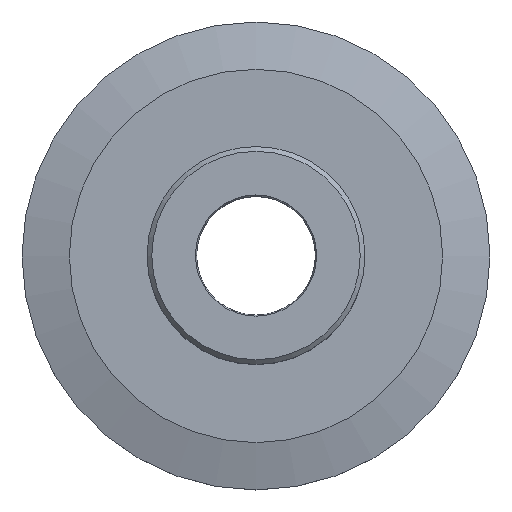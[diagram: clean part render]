
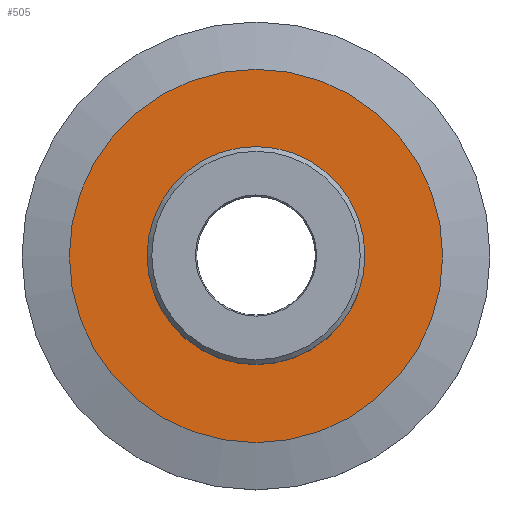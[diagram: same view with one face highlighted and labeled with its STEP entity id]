
A CAD part, top view. The second image highlights one B-rep face of the part: STEP entity #505.
In plain terms, the highlighted planar face has unit normal (0, 0, 1).
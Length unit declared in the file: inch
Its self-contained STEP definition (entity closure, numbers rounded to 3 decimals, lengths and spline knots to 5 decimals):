
#48=PLANE('',#600);
#80=FACE_BOUND('',#191,.T.);
#122=FACE_OUTER_BOUND('',#190,.T.);
#190=EDGE_LOOP('',(#400));
#191=EDGE_LOOP('',(#401));
#242=CIRCLE('',#583,0.44);
#244=CIRCLE('',#587,1.17794);
#284=VERTEX_POINT('',#858);
#286=VERTEX_POINT('',#864);
#326=EDGE_CURVE('',#284,#284,#242,.T.);
#328=EDGE_CURVE('',#286,#286,#244,.T.);
#400=ORIENTED_EDGE('',*,*,#328,.T.);
#401=ORIENTED_EDGE('',*,*,#326,.T.);
#505=ADVANCED_FACE('',(#122,#80),#48,.T.);
#583=AXIS2_PLACEMENT_3D('',#859,#707,#708);
#587=AXIS2_PLACEMENT_3D('',#865,#715,#716);
#600=AXIS2_PLACEMENT_3D('',#884,#741,#742);
#707=DIRECTION('center_axis',(0.,0.,
-1.));
#708=DIRECTION('ref_axis',(-1.,0.,0.));
#715=DIRECTION('center_axis',(0.,0.,
1.));
#716=DIRECTION('ref_axis',(0.,-1.,0.));
#741=DIRECTION('center_axis',(0.,0.,
1.));
#742=DIRECTION('ref_axis',(-1.,0.,0.));
#858=CARTESIAN_POINT('',(-0.44,0.,0.05));
#859=CARTESIAN_POINT('Origin',(0.,0.,
0.05));
#864=CARTESIAN_POINT('',(0.,-1.17794,0.05));
#865=CARTESIAN_POINT('Origin',(0.,0.,
0.05));
#884=CARTESIAN_POINT('Origin',(0.,0.,
0.05));
